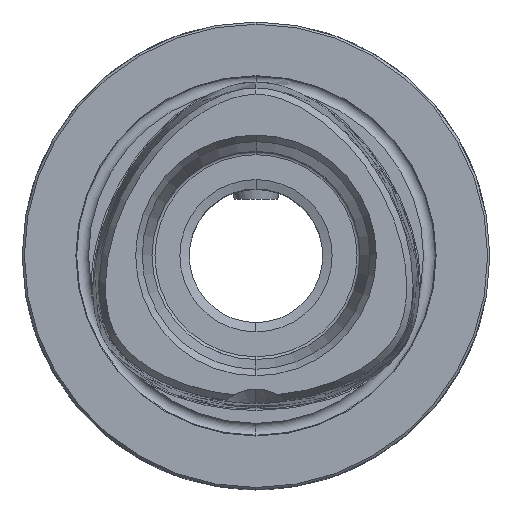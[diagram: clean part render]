
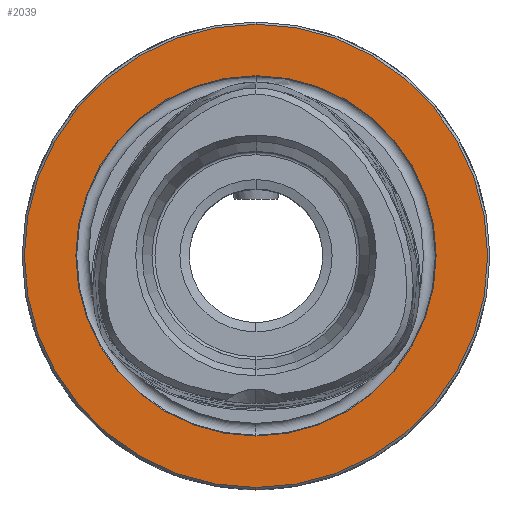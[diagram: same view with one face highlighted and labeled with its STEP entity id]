
A CAD part, top view. The second image highlights one B-rep face of the part: STEP entity #2039.
In plain terms, the highlighted planar face has unit normal (0, 0, 1).
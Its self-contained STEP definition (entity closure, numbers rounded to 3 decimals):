
#1233=EDGE_CURVE('NONE',#1719,#1383,#2920,.T.);
#1383=VERTEX_POINT('NONE',#3082);
#1437=VERTEX_POINT('NONE',#3143);
#1455=EDGE_CURVE('NONE',#1437,#2059,#3163,.T.);
#1719=VERTEX_POINT('NONE',#3456);
#1743=EDGE_CURVE('NONE',#1383,#1719,#3482,.F.);
#1749=EDGE_CURVE('NONE',#2059,#1437,#3490,.T.);
#2039=ADVANCED_FACE('NONE',(#3812,#3813),#3814,.T.);
#2059=VERTEX_POINT('NONE',#3837);
#2920=CIRCLE('',#5381,24.264);
#3082=CARTESIAN_POINT('',(0.,-24.264,0.));
#3143=CARTESIAN_POINT('',(0.,31.2,0.));
#3163=CIRCLE('',#5951,31.2);
#3456=CARTESIAN_POINT('',(0.,24.264,0.));
#3482=CIRCLE('',#8170,24.264);
#3490=CIRCLE('',#8179,31.2);
#3812=FACE_OUTER_BOUND('',#9256,.T.);
#3813=FACE_BOUND('',#9257,.T.);
#3814=PLANE('',#9258);
#3837=CARTESIAN_POINT('',(0.,-31.2,0.));
#5381=AXIS2_PLACEMENT_3D('',#13440,#13441,#13442);
#5951=AXIS2_PLACEMENT_3D('',#13695,#13696,#13697);
#8170=AXIS2_PLACEMENT_3D('',#14066,#14067,#14068);
#8179=AXIS2_PLACEMENT_3D('',#14086,#14087,#14088);
#9256=EDGE_LOOP('',(#14446,#14447));
#9257=EDGE_LOOP('',(#14448,#14449));
#9258=AXIS2_PLACEMENT_3D('',#14450,#14451,#14452);
#13440=CARTESIAN_POINT('',(0.,0.,0.));
#13441=DIRECTION('',(0.,0.,1.0));
#13442=DIRECTION('',(0.,1.0,0.));
#13695=CARTESIAN_POINT('',(0.,0.,0.));
#13696=DIRECTION('',(0.,0.,-1.0));
#13697=DIRECTION('',(0.,-1.0,0.));
#14066=CARTESIAN_POINT('',(0.,0.,0.));
#14067=DIRECTION('',(0.,0.,-1.0));
#14068=DIRECTION('',(0.,1.0,0.));
#14086=CARTESIAN_POINT('',(0.,0.,0.));
#14087=DIRECTION('',(0.,0.,-1.0));
#14088=DIRECTION('',(0.,-1.0,0.));
#14446=ORIENTED_EDGE('',*,*,#1749,.F.);
#14447=ORIENTED_EDGE('',*,*,#1455,.F.);
#14448=ORIENTED_EDGE('',*,*,#1233,.F.);
#14449=ORIENTED_EDGE('',*,*,#1743,.F.);
#14450=CARTESIAN_POINT('',(-33.0,0.,0.));
#14451=DIRECTION('',(0.,0.,1.0));
#14452=DIRECTION('',(-1.0,0.,0.));
